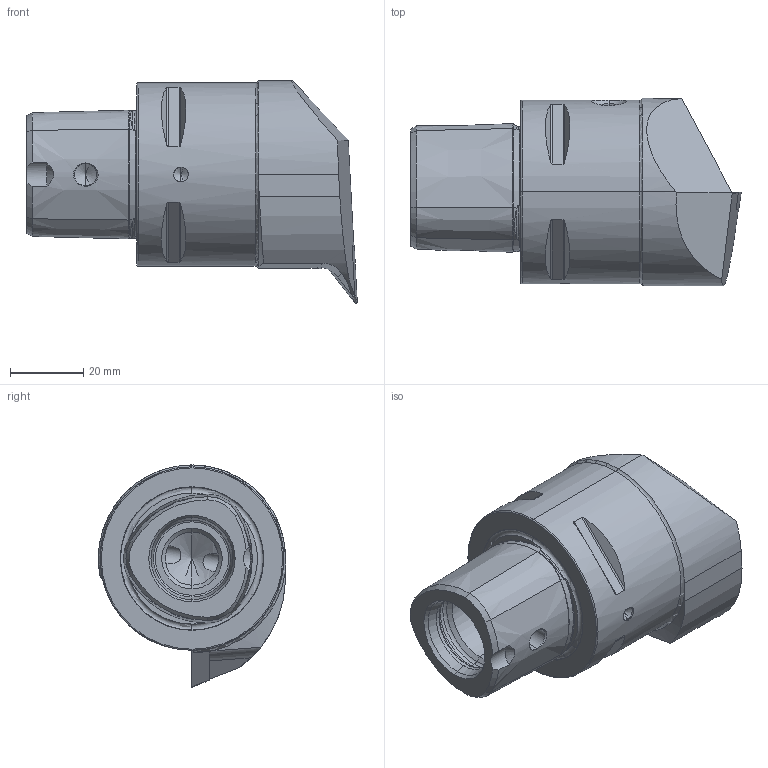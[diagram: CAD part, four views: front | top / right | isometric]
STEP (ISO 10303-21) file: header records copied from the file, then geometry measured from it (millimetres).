
FILE_DESCRIPTION (( 'STEP AP203' ), '1' );
FILE_NAME ('PS5.KVB.RUA.060-HP.STEP', '2024-08-22T13:25:35', ( '' ), ( '' ), 'SwSTEP 2.0', 'SolidWorks 2022', '' );
FILE_SCHEMA (( 'CONFIG_CONTROL_DESIGN' ));
Length unit declared in the file: millimetre
Products named in the file (11): DIN 7991 - M5x18; PS5.KVB.RUA.060-HP; WCB-ER2.001.009_A; CHP-PCX.000.022_Düse; CHP-PCX.000.022_B; DIN 3771 - 13x1; DIN 3771 - 6.5x1.5; PS5-KVB.RUA.060-HP_A; VCMT160404; ISO 8752 2x8; CHP-ER1.008.014_A
Assembly tree (10 placements, depth 3):
  PS5.KVB.RUA.060-HP
    PS5-KVB.RUA.060-HP_A
    WCB-ER2.001.009_A
    VCMT160404
    CHP-PCX.000.022_Düse
      CHP-PCX.000.022_B
      DIN 3771 - 13x1
      DIN 3771 - 6.5x1.5
      DIN 7991 - M5x18
    CHP-ER1.008.014_A
    ISO 8752 2x8
Bounding box: 90 x 50.98 x 60.5 mm (x, y, z)
Volume: 107643.8 mm3; surface area: 23803.9 mm2
Topology: 9 solids, 9 shells, 485 faces, 1195 edges, 716 vertices
Faces by surface type: cylinder 133, cone 125, plane 105, torus 66, bspline 54, sphere 2
Entity records: 19185 total; most frequent: CARTESIAN_POINT 7310, ORIENTED_EDGE 2342, DIRECTION 2133, EDGE_CURVE 1171, AXIS2_PLACEMENT_3D 870, VERTEX_POINT 716, EDGE_LOOP 515, ADVANCED_FACE 485
